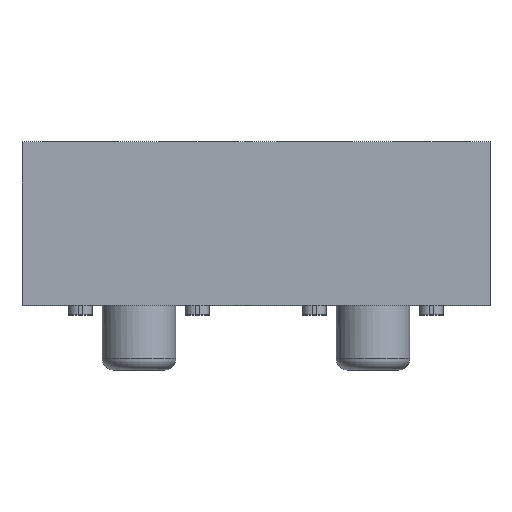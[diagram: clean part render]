
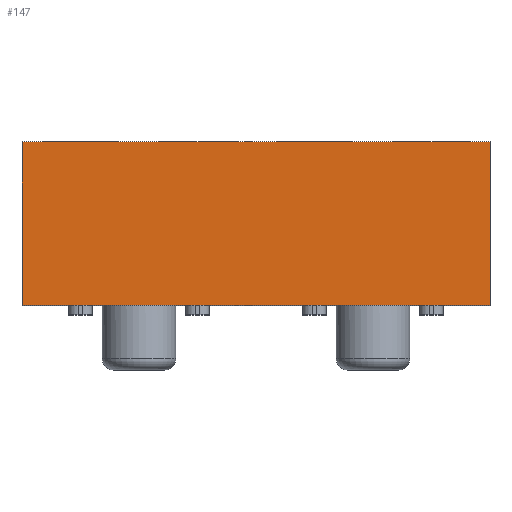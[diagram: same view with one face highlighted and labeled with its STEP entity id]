
A CAD part, top view. The second image highlights one B-rep face of the part: STEP entity #147.
In plain terms, the highlighted planar face has unit normal (0, 0, 1).
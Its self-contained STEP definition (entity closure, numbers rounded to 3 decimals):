
#147=ADVANCED_FACE('',(#641),#642,.T.);
#641=FACE_OUTER_BOUND('',#1628,.T.);
#642=PLANE('',#1629);
#1628=EDGE_LOOP('',(#2663,#2664,#2665,#2666));
#1629=AXIS2_PLACEMENT_3D('',#2667,#2668,#2669);
#2663=ORIENTED_EDGE('',*,*,#6646,.F.);
#2664=ORIENTED_EDGE('',*,*,#6647,.F.);
#2665=ORIENTED_EDGE('',*,*,#6632,.F.);
#2666=ORIENTED_EDGE('',*,*,#6645,.T.);
#2667=CARTESIAN_POINT('',(-1.27,0.0,2.54));
#2668=DIRECTION('',(0.0,0.0,1.0));
#2669=DIRECTION('',(1.0,0.0,0.0));
#6632=EDGE_CURVE('',#7945,#7947,#7948,.T.);
#6645=EDGE_CURVE('',#7945,#7968,#7970,.T.);
#6646=EDGE_CURVE('',#7971,#7968,#7972,.T.);
#6647=EDGE_CURVE('',#7947,#7971,#7973,.T.);
#7945=VERTEX_POINT('',#10078);
#7947=VERTEX_POINT('',#10081);
#7948=LINE('',#10082,#10083);
#7968=VERTEX_POINT('',#10114);
#7970=LINE('',#10117,#10118);
#7971=VERTEX_POINT('',#10119);
#7972=LINE('',#10120,#10121);
#7973=LINE('',#10122,#10123);
#10078=CARTESIAN_POINT('',(8.89,0.0,2.54));
#10081=CARTESIAN_POINT('',(-1.27,0.0,2.54));
#10082=CARTESIAN_POINT('',(8.89,0.0,2.54));
#10083=VECTOR('',#13256,10.16);
#10114=CARTESIAN_POINT('',(8.89,3.55,2.54));
#10117=CARTESIAN_POINT('',(8.89,0.0,2.54));
#10118=VECTOR('',#13269,3.55);
#10119=CARTESIAN_POINT('',(-1.27,3.55,2.54));
#10120=CARTESIAN_POINT('',(-1.27,3.55,2.54));
#10121=VECTOR('',#13270,10.16);
#10122=CARTESIAN_POINT('',(-1.27,0.0,2.54));
#10123=VECTOR('',#13271,3.55);
#13256=DIRECTION('',(-1.0,0.0,0.0));
#13269=DIRECTION('',(0.0,1.0,0.0));
#13270=DIRECTION('',(1.0,0.0,0.0));
#13271=DIRECTION('',(0.0,1.0,0.0));
